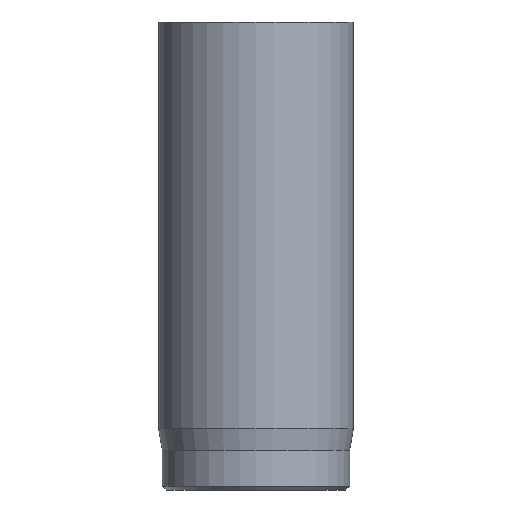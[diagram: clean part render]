
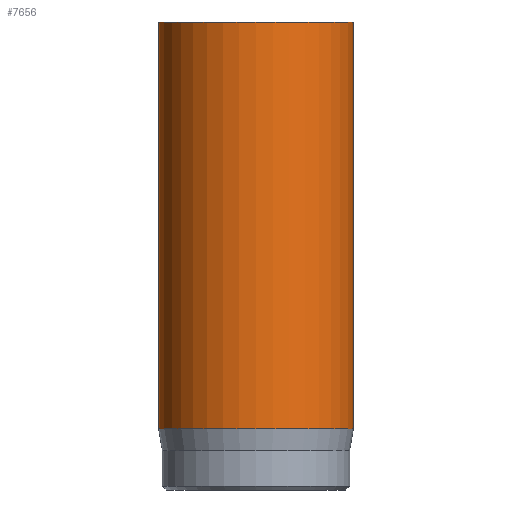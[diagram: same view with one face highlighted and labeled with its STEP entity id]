
A CAD part, front view. The second image highlights one B-rep face of the part: STEP entity #7656.
In plain terms, the highlighted cylindrical face has radius 2.5 mm (diameter 5 mm), a full revolution.
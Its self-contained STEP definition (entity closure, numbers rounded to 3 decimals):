
#843=CYLINDRICAL_SURFACE('',#7978,2.5);
#1245=FACE_OUTER_BOUND('',#1716,.T.);
#1716=EDGE_LOOP('',(#7136,#7137,#7138,#7139,#7140));
#2426=LINE('',#13866,#3142);
#3142=VECTOR('',#9180,2.5);
#3177=CIRCLE('',#7963,2.5);
#3183=CIRCLE('',#7976,2.5);
#3184=CIRCLE('',#7977,2.5);
#3898=VERTEX_POINT('',#13838);
#3904=VERTEX_POINT('',#13860);
#3905=VERTEX_POINT('',#13861);
#4979=EDGE_CURVE('',#3898,#3898,#3177,.T.);
#4988=EDGE_CURVE('',#3904,#3905,#3183,.T.);
#4989=EDGE_CURVE('',#3905,#3904,#3184,.T.);
#4991=EDGE_CURVE('',#3898,#3904,#2426,.T.);
#7136=ORIENTED_EDGE('',*,*,#4979,.T.);
#7137=ORIENTED_EDGE('',*,*,#4991,.T.);
#7138=ORIENTED_EDGE('',*,*,#4988,.T.);
#7139=ORIENTED_EDGE('',*,*,#4989,.T.);
#7140=ORIENTED_EDGE('',*,*,#4991,.F.);
#7656=ADVANCED_FACE('',(#1245),#843,.T.);
#7963=AXIS2_PLACEMENT_3D('',#13839,#9144,#9145);
#7976=AXIS2_PLACEMENT_3D('',#13862,#9173,#9174);
#7977=AXIS2_PLACEMENT_3D('',#13863,#9175,#9176);
#7978=AXIS2_PLACEMENT_3D('',#13865,#9178,#9179);
#9144=DIRECTION('center_axis',(0.,0.,-1.));
#9145=DIRECTION('ref_axis',(-1.,0.,0.));
#9173=DIRECTION('center_axis',(0.,0.,1.));
#9174=DIRECTION('ref_axis',(-1.,0.,0.));
#9175=DIRECTION('center_axis',(0.,0.,1.));
#9176=DIRECTION('ref_axis',(-1.,0.,0.));
#9178=DIRECTION('center_axis',(0.,0.,1.));
#9179=DIRECTION('ref_axis',(-1.,0.,0.));
#9180=DIRECTION('',(0.,0.,-1.));
#13838=CARTESIAN_POINT('',(2.5,0.,12.));
#13839=CARTESIAN_POINT('Origin',(0.,0.,12.));
#13860=CARTESIAN_POINT('',(2.5,0.,1.567));
#13861=CARTESIAN_POINT('',(-2.5,0.,1.567));
#13862=CARTESIAN_POINT('Origin',(0.,0.,1.567));
#13863=CARTESIAN_POINT('Origin',(0.,0.,1.567));
#13865=CARTESIAN_POINT('Origin',(0.,0.,0.));
#13866=CARTESIAN_POINT('',(2.5,0.,0.));
